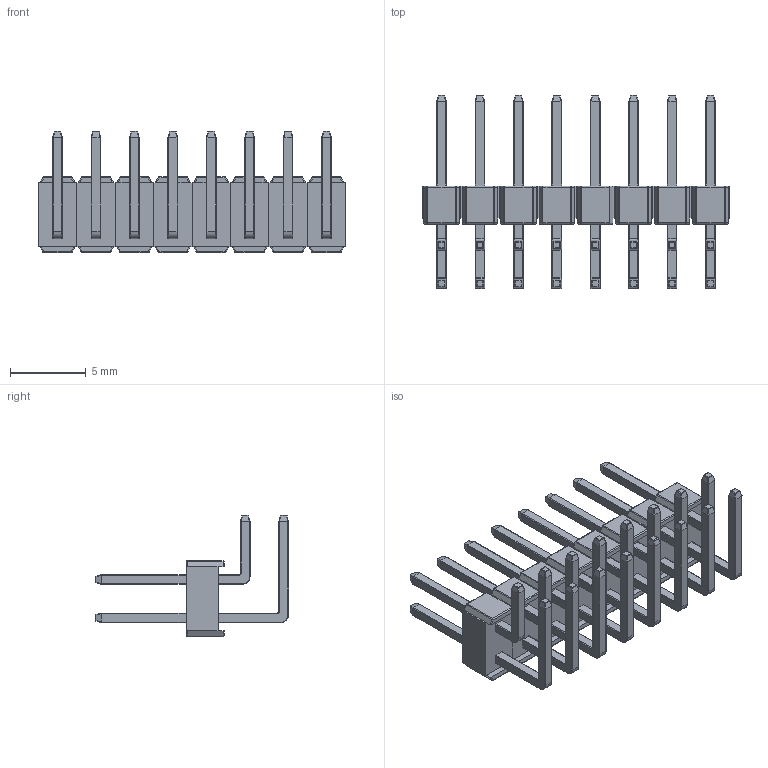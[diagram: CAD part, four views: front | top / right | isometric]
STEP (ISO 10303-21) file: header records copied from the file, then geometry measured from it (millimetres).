
FILE_DESCRIPTION (( 'STEP AP214' ), '1' );
FILE_NAME ('PH2RA-16-UA.STEP', '2019-04-17T14:49:46', ( '' ), ( '' ), 'SwSTEP 2.0', 'SolidWorks 2014', '' );
FILE_SCHEMA (( 'AUTOMOTIVE_DESIGN' ));
Length unit declared in the file: millimetre
Products named in the file (1): PH2RA-16-UA
Bounding box: 20.32 x 12.76 x 8 mm (x, y, z)
Volume: 306.2 mm3; surface area: 1214.8 mm2
Topology: 40 solids, 40 shells, 1648 faces, 3936 edges, 2240 vertices
Faces by surface type: cylinder 768, plane 560, torus 128, sphere 128, bspline 64
Entity records: 46949 total; most frequent: CARTESIAN_POINT 10513, ORIENTED_EDGE 7616, DIRECTION 7586, EDGE_CURVE 3808, AXIS2_PLACEMENT_3D 2769, VERTEX_POINT 2240, VECTOR 2048, LINE 2048
